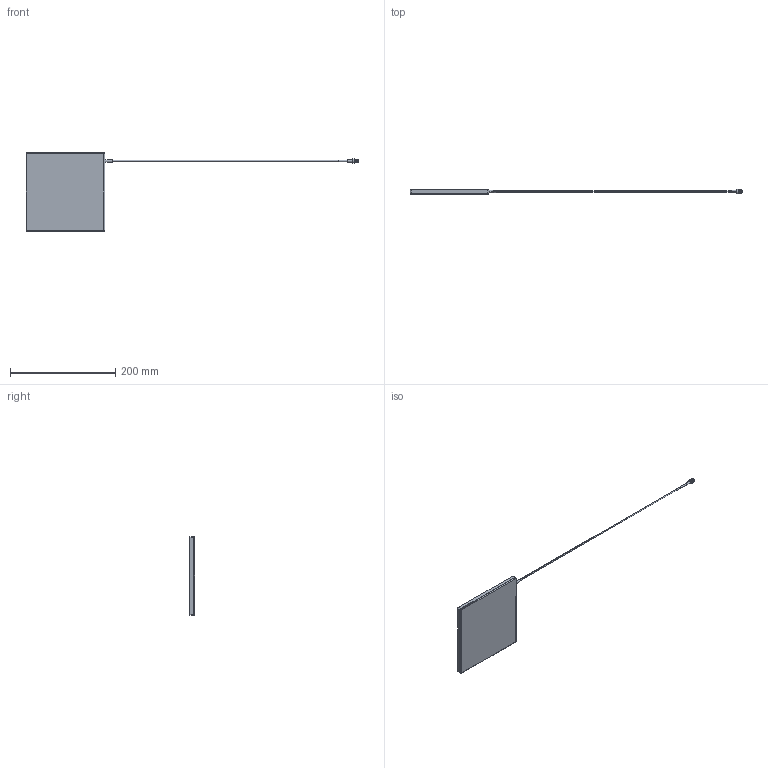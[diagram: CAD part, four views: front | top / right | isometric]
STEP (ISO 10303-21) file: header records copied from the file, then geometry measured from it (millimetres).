
FILE_DESCRIPTION (( 'STEP AP214' ), '1' );
FILE_NAME ('A1115 Antenna (W_Flat) 10-3-25.STEP', '2025-03-09T21:47:39', ( '' ), ( '' ), 'SwSTEP 2.0', 'SolidWorks 2019', '' );
FILE_SCHEMA (( 'AUTOMOTIVE_DESIGN' ));
Length unit declared in the file: millimetre
Products named in the file (1): A1115 Antenna (W_Flat) 10-3-25
Bounding box: 632.2 x 9.55 x 150 mm (x, y, z)
Volume: 195812.2 mm3; surface area: 144226 mm2
Topology: 4 solids, 4 shells, 105 faces, 250 edges, 162 vertices
Faces by surface type: cylinder 59, plane 27, cone 12, torus 4, bspline 3
Entity records: 5413 total; most frequent: CARTESIAN_POINT 1801, DIRECTION 506, ORIENTED_EDGE 500, EDGE_CURVE 250, AXIS2_PLACEMENT_3D 201, VERTEX_POINT 162, EDGE_LOOP 122, UNCERTAINTY_MEASURE_WITH_UNIT 111
